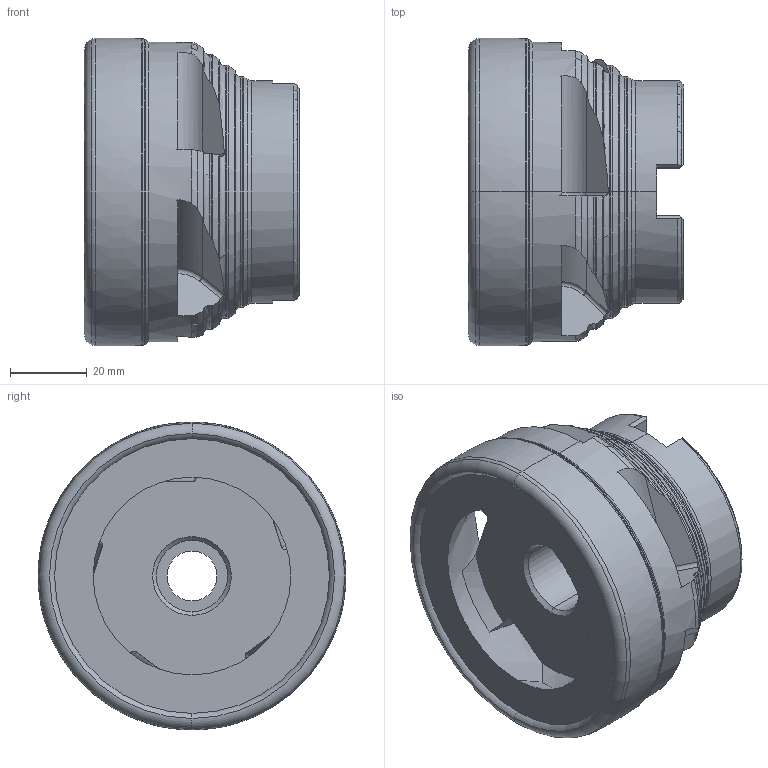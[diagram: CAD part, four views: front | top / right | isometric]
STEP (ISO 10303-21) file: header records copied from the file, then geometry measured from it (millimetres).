
FILE_DESCRIPTION (( 'STEP AP214' ), '1' );
FILE_NAME ('90PP-080-429-5.STEP', '2011-11-18T12:19:44', ( '' ), ( '' ), 'SwSTEP 2.0', 'SolidWorks 2010', '' );
FILE_SCHEMA (( 'AUTOMOTIVE_DESIGN' ));
Length unit declared in the file: millimetre
Products named in the file (1): 90PP-080-429-5
Bounding box: 56 x 80.13 x 80.13 mm (x, y, z)
Volume: 143140.4 mm3; surface area: 31704.3 mm2
Topology: 1 solids, 1 shells, 198 faces, 572 edges, 358 vertices
Faces by surface type: torus 65, cylinder 50, cone 39, plane 39, bspline 5
Entity records: 7410 total; most frequent: CARTESIAN_POINT 2435, ORIENTED_EDGE 1144, DIRECTION 977, EDGE_CURVE 572, AXIS2_PLACEMENT_3D 414, VERTEX_POINT 358, CIRCLE 220, EDGE_LOOP 202
